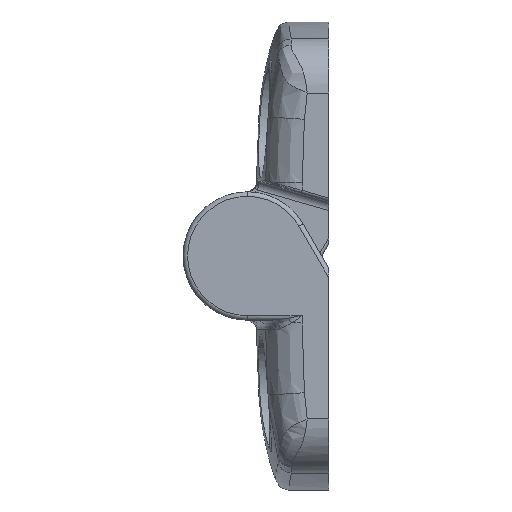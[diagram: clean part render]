
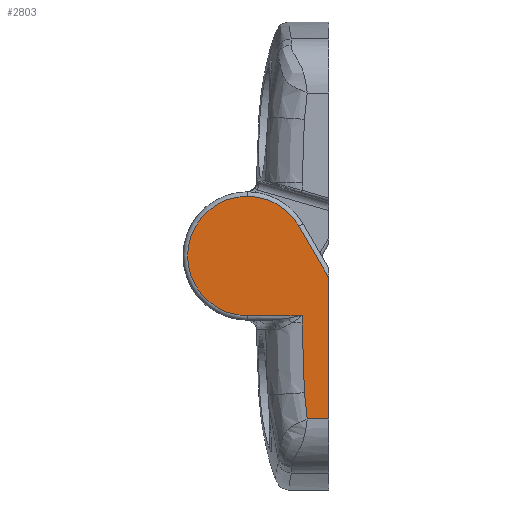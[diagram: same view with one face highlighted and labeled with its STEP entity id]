
A CAD part, left-side view. The second image highlights one B-rep face of the part: STEP entity #2803.
In plain terms, the highlighted planar face has unit normal (-1, 0, 0).
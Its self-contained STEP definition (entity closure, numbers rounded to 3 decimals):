
#105 = VECTOR ( 'NONE', #2477, 1000. ) ;
#248 = B_SPLINE_CURVE_WITH_KNOTS ( 'NONE', 3,
 ( #2427, #2435, #1595, #1588 ),
 .UNSPECIFIED., .F., .F.,
 ( 4, 4 ),
 ( 0., 0.003 ),
 .UNSPECIFIED. ) ;
#437 = DIRECTION ( 'NONE',  ( 0., 0., 1. ) ) ;
#561 = FACE_OUTER_BOUND ( 'NONE', #3176, .T. ) ;
#619 = CARTESIAN_POINT ( 'NONE',  ( -24., 8.9, 6.5 ) ) ;
#699 = CIRCLE ( 'NONE', #1424, 6.5 ) ;
#714 = AXIS2_PLACEMENT_3D ( 'NONE', #1354, #1348, #1347 ) ;
#746 = B_SPLINE_CURVE_WITH_KNOTS ( 'NONE', 3,
 ( #2592, #2710, #2518, #2564 ),
 .UNSPECIFIED., .F., .F.,
 ( 4, 4 ),
 ( 0., 0.008 ),
 .UNSPECIFIED. ) ;
#758 = CARTESIAN_POINT ( 'NONE',  ( -24., 2.917, -7.3 ) ) ;
#797 = VERTEX_POINT ( 'NONE', #960 ) ;
#917 = VECTOR ( 'NONE', #2453, 1000. ) ;
#960 = CARTESIAN_POINT ( 'NONE',  ( -24., 0., -17.761 ) ) ;
#1013 = VECTOR ( 'NONE', #2962, 1000. ) ;
#1014 = AXIS2_PLACEMENT_3D ( 'NONE', #1457, #1561, #437 ) ;
#1066 = LINE ( 'NONE', #2953, #1013 ) ;
#1196 = LINE ( 'NONE', #2455, #917 ) ;
#1295 = EDGE_CURVE ( 'NONE', #2852, #2230, #1066, .T. ) ;
#1347 = DIRECTION ( 'NONE',  ( 0., 0., 1. ) ) ;
#1348 = DIRECTION ( 'NONE',  ( -1., 0., 0. ) ) ;
#1354 = CARTESIAN_POINT ( 'NONE',  ( -24., 8.9, 0. ) ) ;
#1377 = CARTESIAN_POINT ( 'NONE',  ( -24., 2.677, -14.899 ) ) ;
#1424 = AXIS2_PLACEMENT_3D ( 'NONE', #2018, #2016, #2002 ) ;
#1449 = VECTOR ( 'NONE', #2293, 1000. ) ;
#1457 = CARTESIAN_POINT ( 'NONE',  ( -24., 7.9, 10. ) ) ;
#1543 = ORIENTED_EDGE ( 'NONE', *, *, #2860, .T. ) ;
#1549 = VERTEX_POINT ( 'NONE', #1377 ) ;
#1561 = DIRECTION ( 'NONE',  ( -1., 0., 0. ) ) ;
#1587 = ORIENTED_EDGE ( 'NONE', *, *, #2055, .T. ) ;
#1588 = CARTESIAN_POINT ( 'NONE',  ( -24., 2.369, -17.761 ) ) ;
#1591 = ORIENTED_EDGE ( 'NONE', *, *, #1867, .T. ) ;
#1595 = CARTESIAN_POINT ( 'NONE',  ( -24., 2.513, -16.814 ) ) ;
#1665 = EDGE_CURVE ( 'NONE', #2057, #1928, #2473, .T. ) ;
#1784 = LINE ( 'NONE', #2532, #105 ) ;
#1867 = EDGE_CURVE ( 'NONE', #2162, #797, #1196, .T. ) ;
#1928 = VERTEX_POINT ( 'NONE', #2462 ) ;
#1953 = CIRCLE ( 'NONE', #714, 6.5 ) ;
#1958 = VERTEX_POINT ( 'NONE', #2444 ) ;
#2002 = DIRECTION ( 'NONE',  ( 0., 0., 1. ) ) ;
#2016 = DIRECTION ( 'NONE',  ( -1., 0., 0. ) ) ;
#2018 = CARTESIAN_POINT ( 'NONE',  ( -24., 8.9, 0. ) ) ;
#2055 = EDGE_CURVE ( 'NONE', #1549, #2162, #248, .T. ) ;
#2057 = VERTEX_POINT ( 'NONE', #2418 ) ;
#2093 = CARTESIAN_POINT ( 'NONE',  ( -24., 3.271, 3.25 ) ) ;
#2107 = CARTESIAN_POINT ( 'NONE',  ( -24., 2.369, -17.761 ) ) ;
#2162 = VERTEX_POINT ( 'NONE', #2107 ) ;
#2230 = VERTEX_POINT ( 'NONE', #2093 ) ;
#2293 = DIRECTION ( 'NONE',  ( 0., 0., -1. ) ) ;
#2301 = EDGE_CURVE ( 'NONE', #2635, #2057, #699, .T. ) ;
#2418 = CARTESIAN_POINT ( 'NONE',  ( -24., 8.9, -6.5 ) ) ;
#2427 = CARTESIAN_POINT ( 'NONE',  ( -24., 2.677, -14.899 ) ) ;
#2433 = ORIENTED_EDGE ( 'NONE', *, *, #3037, .F. ) ;
#2435 = CARTESIAN_POINT ( 'NONE',  ( -24., 2.616, -15.86 ) ) ;
#2441 = VECTOR ( 'NONE', #2774, 1000. ) ;
#2444 = CARTESIAN_POINT ( 'NONE',  ( -24., 2.917, -7.3 ) ) ;
#2453 = DIRECTION ( 'NONE',  ( 0., -1., 0. ) ) ;
#2455 = CARTESIAN_POINT ( 'NONE',  ( -24., 15.9, -17.761 ) ) ;
#2462 = CARTESIAN_POINT ( 'NONE',  ( -24., 2.917, -6.5 ) ) ;
#2473 = LINE ( 'NONE', #2769, #2441 ) ;
#2477 = DIRECTION ( 'NONE',  ( 0., 0., -1. ) ) ;
#2518 = CARTESIAN_POINT ( 'NONE',  ( -24., 2.837, -12.368 ) ) ;
#2532 = CARTESIAN_POINT ( 'NONE',  ( -24., 0., 1.134 ) ) ;
#2564 = CARTESIAN_POINT ( 'NONE',  ( -24., 2.677, -14.899 ) ) ;
#2592 = CARTESIAN_POINT ( 'NONE',  ( -24., 2.917, -7.3 ) ) ;
#2635 = VERTEX_POINT ( 'NONE', #619 ) ;
#2639 = LINE ( 'NONE', #758, #1449 ) ;
#2710 = CARTESIAN_POINT ( 'NONE',  ( -24., 2.917, -9.835 ) ) ;
#2769 = CARTESIAN_POINT ( 'NONE',  ( -24., 6.51, -6.5 ) ) ;
#2774 = DIRECTION ( 'NONE',  ( 0., -1., 0. ) ) ;
#2790 = EDGE_CURVE ( 'NONE', #1928, #1958, #2639, .T. ) ;
#2803 = ADVANCED_FACE ( 'NONE', ( #561 ), #2808, .T. ) ;
#2805 = ORIENTED_EDGE ( 'NONE', *, *, #1295, .T. ) ;
#2808 = PLANE ( 'NONE',  #1014 ) ;
#2852 = VERTEX_POINT ( 'NONE', #3193 ) ;
#2860 = EDGE_CURVE ( 'NONE', #1958, #1549, #746, .T. ) ;
#2869 = ORIENTED_EDGE ( 'NONE', *, *, #3140, .T. ) ;
#2901 = ORIENTED_EDGE ( 'NONE', *, *, #2301, .T. ) ;
#2953 = CARTESIAN_POINT ( 'NONE',  ( -24., 3.271, 3.25 ) ) ;
#2962 = DIRECTION ( 'NONE',  ( 0., 0.5, 0.866 ) ) ;
#3037 = EDGE_CURVE ( 'NONE', #2852, #797, #1784, .T. ) ;
#3090 = ORIENTED_EDGE ( 'NONE', *, *, #1665, .T. ) ;
#3112 = ORIENTED_EDGE ( 'NONE', *, *, #2790, .T. ) ;
#3140 = EDGE_CURVE ( 'NONE', #2230, #2635, #1953, .T. ) ;
#3176 = EDGE_LOOP ( 'NONE', ( #1543, #1587, #1591, #2433, #2805, #2869, #2901, #3090, #3112 ) ) ;
#3193 = CARTESIAN_POINT ( 'NONE',  ( -24., 0., -2.415 ) ) ;
